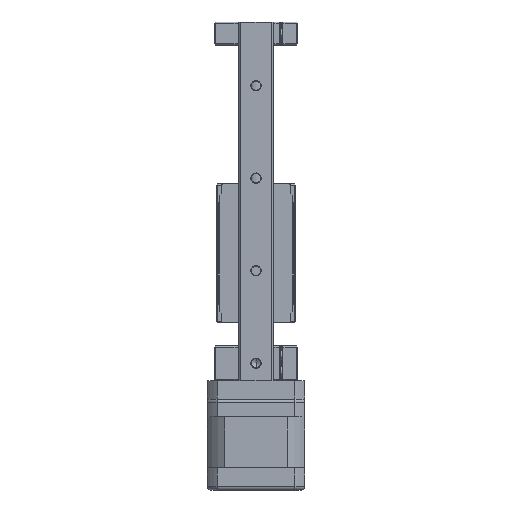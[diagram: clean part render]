
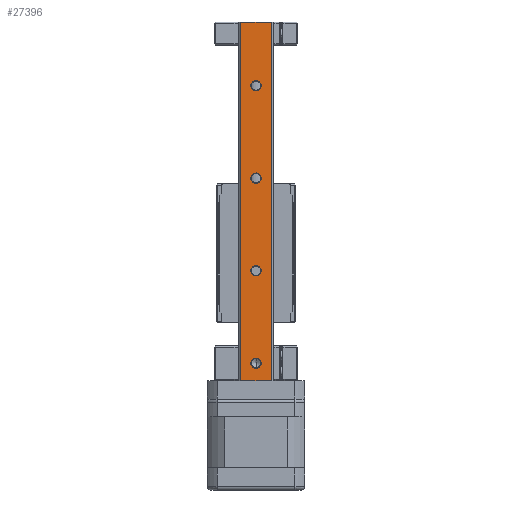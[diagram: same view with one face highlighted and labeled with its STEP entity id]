
A CAD part, front view. The second image highlights one B-rep face of the part: STEP entity #27396.
In plain terms, the highlighted planar face has unit normal (0, -1, 0).
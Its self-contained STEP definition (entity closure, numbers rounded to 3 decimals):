
#81 = CARTESIAN_POINT ( 'NONE',  ( 1.082, -17.875, 156. ) ) ;
#1144 = VERTEX_POINT ( 'NONE', #28664 ) ;
#1573 = ORIENTED_EDGE ( 'NONE', *, *, #13450, .T. ) ;
#2588 = CARTESIAN_POINT ( 'NONE',  ( 1.082, -17.875, 116. ) ) ;
#3963 = ORIENTED_EDGE ( 'NONE', *, *, #42113, .T. ) ;
#4655 = DIRECTION ( 'NONE',  ( 0., 1., 0. ) ) ;
#4668 = FACE_BOUND ( 'NONE', #22210, .T. ) ;
#4949 = DIRECTION ( 'NONE',  ( -1., 0., 0. ) ) ;
#4974 = DIRECTION ( 'NONE',  ( 1., 0., 0. ) ) ;
#6177 = FACE_BOUND ( 'NONE', #50986, .T. ) ;
#6272 = VECTOR ( 'NONE', #4949, 1000. ) ;
#6481 = ORIENTED_EDGE ( 'NONE', *, *, #29330, .T. ) ;
#7139 = LINE ( 'NONE', #45541, #18555 ) ;
#7482 = DIRECTION ( 'NONE',  ( 1., 0., 0. ) ) ;
#8580 = CARTESIAN_POINT ( 'NONE',  ( -1.168, -17.875, 116. ) ) ;
#8630 = CARTESIAN_POINT ( 'NONE',  ( 7.782, -17.875, 28.5 ) ) ;
#9058 = EDGE_CURVE ( 'NONE', #19154, #44748, #31732, .T. ) ;
#9513 = VERTEX_POINT ( 'NONE', #15287 ) ;
#10475 = ORIENTED_EDGE ( 'NONE', *, *, #32848, .T. ) ;
#11855 = AXIS2_PLACEMENT_3D ( 'NONE', #81, #34070, #4974 ) ;
#12441 = CARTESIAN_POINT ( 'NONE',  ( 7.782, -17.875, 183.5 ) ) ;
#12854 = AXIS2_PLACEMENT_3D ( 'NONE', #56795, #27699, #61617 ) ;
#13180 = CIRCLE ( 'NONE', #38522, 2.25 ) ;
#13450 = EDGE_CURVE ( 'NONE', #9513, #1144, #17606, .T. ) ;
#13672 = CARTESIAN_POINT ( 'NONE',  ( 1.082, -17.875, 36. ) ) ;
#14126 = ORIENTED_EDGE ( 'NONE', *, *, #23423, .F. ) ;
#14440 = CARTESIAN_POINT ( 'NONE',  ( -1.168, -17.875, 76. ) ) ;
#15287 = CARTESIAN_POINT ( 'NONE',  ( -5.618, -17.875, 183.5 ) ) ;
#15783 = VERTEX_POINT ( 'NONE', #51766 ) ;
#17606 = LINE ( 'NONE', #59494, #54806 ) ;
#17614 = FACE_BOUND ( 'NONE', #29820, .T. ) ;
#18216 = PLANE ( 'NONE',  #62268 ) ;
#18272 = CARTESIAN_POINT ( 'NONE',  ( 3.332, -17.875, 156. ) ) ;
#18429 = DIRECTION ( 'NONE',  ( 0., -1., 0. ) ) ;
#18555 = VECTOR ( 'NONE', #40680, 1000. ) ;
#18595 = DIRECTION ( 'NONE',  ( 1., 0., 0. ) ) ;
#18923 = AXIS2_PLACEMENT_3D ( 'NONE', #2588, #36558, #7482 ) ;
#19154 = VERTEX_POINT ( 'NONE', #8580 ) ;
#19261 = DIRECTION ( 'NONE',  ( 0., 1., 0. ) ) ;
#20546 = CARTESIAN_POINT ( 'NONE',  ( 1.082, -17.875, 76. ) ) ;
#21019 = AXIS2_PLACEMENT_3D ( 'NONE', #33751, #4655, #38642 ) ;
#22210 = EDGE_LOOP ( 'NONE', ( #24478, #29989 ) ) ;
#23423 = EDGE_CURVE ( 'NONE', #15783, #53554, #27047, .T. ) ;
#23656 = VERTEX_POINT ( 'NONE', #39360 ) ;
#24032 = VECTOR ( 'NONE', #56172, 1000. ) ;
#24478 = ORIENTED_EDGE ( 'NONE', *, *, #49992, .T. ) ;
#24719 = CIRCLE ( 'NONE', #40036, 2.25 ) ;
#25447 = VERTEX_POINT ( 'NONE', #14440 ) ;
#25454 = DIRECTION ( 'NONE',  ( 1., 0., 0. ) ) ;
#26361 = ORIENTED_EDGE ( 'NONE', *, *, #51420, .T. ) ;
#27011 = CARTESIAN_POINT ( 'NONE',  ( 1.082, -17.875, 156. ) ) ;
#27047 = LINE ( 'NONE', #12441, #24032 ) ;
#27396 = ADVANCED_FACE ( 'NONE', ( #17614, #6177, #56333, #43410, #4668 ), #18216, .T. ) ;
#27699 = DIRECTION ( 'NONE',  ( 0., 1., 0. ) ) ;
#28664 = CARTESIAN_POINT ( 'NONE',  ( -5.618, -17.875, 28.5 ) ) ;
#29330 = EDGE_CURVE ( 'NONE', #44748, #19154, #35620, .T. ) ;
#29820 = EDGE_LOOP ( 'NONE', ( #26361, #54767 ) ) ;
#29989 = ORIENTED_EDGE ( 'NONE', *, *, #35745, .T. ) ;
#31144 = CARTESIAN_POINT ( 'NONE',  ( -1.168, -17.875, 36. ) ) ;
#31560 = CIRCLE ( 'NONE', #46307, 2.25 ) ;
#31732 = CIRCLE ( 'NONE', #18923, 2.25 ) ;
#31885 = DIRECTION ( 'NONE',  ( 1., 0., 0. ) ) ;
#32073 = EDGE_CURVE ( 'NONE', #53554, #1144, #7139, .T. ) ;
#32133 = LINE ( 'NONE', #43817, #6272 ) ;
#32848 = EDGE_CURVE ( 'NONE', #15783, #9513, #32133, .T. ) ;
#33751 = CARTESIAN_POINT ( 'NONE',  ( 1.082, -17.875, 76. ) ) ;
#34070 = DIRECTION ( 'NONE',  ( 0., 1., 0. ) ) ;
#35357 = CARTESIAN_POINT ( 'NONE',  ( -1.168, -17.875, 156. ) ) ;
#35620 = CIRCLE ( 'NONE', #47342, 2.25 ) ;
#35745 = EDGE_CURVE ( 'NONE', #36980, #55814, #53087, .T. ) ;
#36558 = DIRECTION ( 'NONE',  ( 0., 1., 0. ) ) ;
#36980 = VERTEX_POINT ( 'NONE', #18272 ) ;
#37558 = ORIENTED_EDGE ( 'NONE', *, *, #41103, .T. ) ;
#38522 = AXIS2_PLACEMENT_3D ( 'NONE', #13672, #47695, #18595 ) ;
#38642 = DIRECTION ( 'NONE',  ( 1., 0., 0. ) ) ;
#39360 = CARTESIAN_POINT ( 'NONE',  ( 3.332, -17.875, 76. ) ) ;
#39388 = VERTEX_POINT ( 'NONE', #31144 ) ;
#40036 = AXIS2_PLACEMENT_3D ( 'NONE', #27011, #60924, #31885 ) ;
#40680 = DIRECTION ( 'NONE',  ( -1., 0., 0. ) ) ;
#41103 = EDGE_CURVE ( 'NONE', #39388, #51879, #58865, .T. ) ;
#42113 = EDGE_CURVE ( 'NONE', #51879, #39388, #13180, .T. ) ;
#42522 = EDGE_LOOP ( 'NONE', ( #62376, #14126, #10475, #1573 ) ) ;
#43410 = FACE_BOUND ( 'NONE', #48291, .T. ) ;
#43817 = CARTESIAN_POINT ( 'NONE',  ( -5.618, -17.875, 183.5 ) ) ;
#44225 = EDGE_CURVE ( 'NONE', #23656, #25447, #31560, .T. ) ;
#44748 = VERTEX_POINT ( 'NONE', #57850 ) ;
#44871 = DIRECTION ( 'NONE',  ( 0., 0., -1. ) ) ;
#45541 = CARTESIAN_POINT ( 'NONE',  ( -5.618, -17.875, 28.5 ) ) ;
#46307 = AXIS2_PLACEMENT_3D ( 'NONE', #20546, #54521, #25454 ) ;
#47084 = CARTESIAN_POINT ( 'NONE',  ( 3.332, -17.875, 36. ) ) ;
#47342 = AXIS2_PLACEMENT_3D ( 'NONE', #48372, #19261, #53226 ) ;
#47535 = CARTESIAN_POINT ( 'NONE',  ( -5.618, -17.875, 183.5 ) ) ;
#47629 = ORIENTED_EDGE ( 'NONE', *, *, #9058, .T. ) ;
#47695 = DIRECTION ( 'NONE',  ( 0., 1., 0. ) ) ;
#48291 = EDGE_LOOP ( 'NONE', ( #47629, #6481 ) ) ;
#48372 = CARTESIAN_POINT ( 'NONE',  ( 1.082, -17.875, 116. ) ) ;
#49992 = EDGE_CURVE ( 'NONE', #55814, #36980, #24719, .T. ) ;
#50986 = EDGE_LOOP ( 'NONE', ( #37558, #3963 ) ) ;
#51420 = EDGE_CURVE ( 'NONE', #25447, #23656, #54161, .T. ) ;
#51766 = CARTESIAN_POINT ( 'NONE',  ( 7.782, -17.875, 183.5 ) ) ;
#51879 = VERTEX_POINT ( 'NONE', #47084 ) ;
#52395 = DIRECTION ( 'NONE',  ( -1., 0., 0. ) ) ;
#53087 = CIRCLE ( 'NONE', #11855, 2.25 ) ;
#53226 = DIRECTION ( 'NONE',  ( 1., 0., 0. ) ) ;
#53554 = VERTEX_POINT ( 'NONE', #8630 ) ;
#54161 = CIRCLE ( 'NONE', #21019, 2.25 ) ;
#54521 = DIRECTION ( 'NONE',  ( 0., 1., 0. ) ) ;
#54767 = ORIENTED_EDGE ( 'NONE', *, *, #44225, .T. ) ;
#54806 = VECTOR ( 'NONE', #44871, 1000. ) ;
#55814 = VERTEX_POINT ( 'NONE', #35357 ) ;
#56172 = DIRECTION ( 'NONE',  ( 0., 0., -1. ) ) ;
#56333 = FACE_OUTER_BOUND ( 'NONE', #42522, .T. ) ;
#56795 = CARTESIAN_POINT ( 'NONE',  ( 1.082, -17.875, 36. ) ) ;
#57850 = CARTESIAN_POINT ( 'NONE',  ( 3.332, -17.875, 116. ) ) ;
#58865 = CIRCLE ( 'NONE', #12854, 2.25 ) ;
#59494 = CARTESIAN_POINT ( 'NONE',  ( -5.618, -17.875, 183.5 ) ) ;
#60924 = DIRECTION ( 'NONE',  ( 0., 1., 0. ) ) ;
#61617 = DIRECTION ( 'NONE',  ( 1., 0., 0. ) ) ;
#62268 = AXIS2_PLACEMENT_3D ( 'NONE', #47535, #18429, #52395 ) ;
#62376 = ORIENTED_EDGE ( 'NONE', *, *, #32073, .F. ) ;
